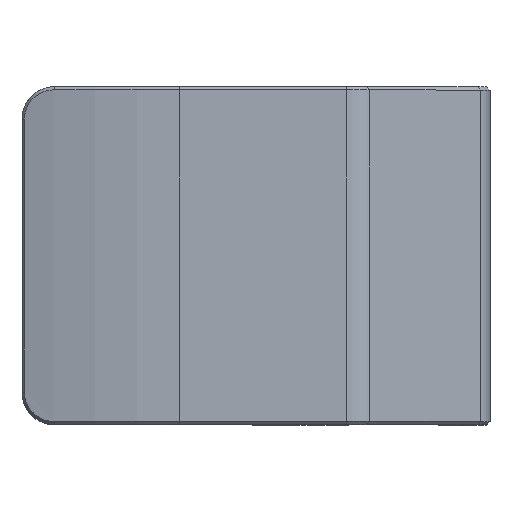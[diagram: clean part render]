
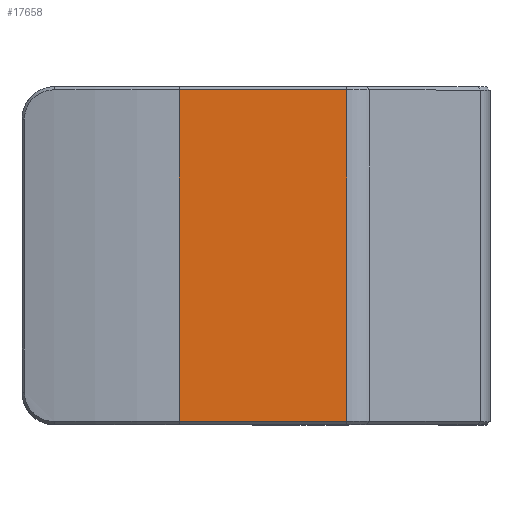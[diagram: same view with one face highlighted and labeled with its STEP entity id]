
A CAD part, top view. The second image highlights one B-rep face of the part: STEP entity #17658.
In plain terms, the highlighted planar face has unit normal (0, 0, 1).
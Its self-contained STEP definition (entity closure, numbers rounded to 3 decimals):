
#4563 = ORIENTED_EDGE ( 'NONE', *, *, #16747, .T. ) ;
#9424 = CARTESIAN_POINT ( 'NONE',  ( -22.071, -25.5, 0. ) ) ;
#11244 = DIRECTION ( 'NONE',  ( 0., 0., -1. ) ) ;
#11759 = CARTESIAN_POINT ( 'NONE',  ( -22.071, -25.5, 0. ) ) ;
#12290 = DIRECTION ( 'NONE',  ( 0., -1., 0. ) ) ;
#13091 = ORIENTED_EDGE ( 'NONE', *, *, #37575, .T. ) ;
#13296 = AXIS2_PLACEMENT_3D ( 'NONE', #32586, #11244, #39981 ) ;
#13969 = CARTESIAN_POINT ( 'NONE',  ( -47.8, -25.5, 0. ) ) ;
#14169 = VECTOR ( 'NONE', #12290, 1000. ) ;
#14711 = CARTESIAN_POINT ( 'NONE',  ( -47.8, 25.5, 0. ) ) ;
#16747 = EDGE_CURVE ( 'NONE', #16800, #31958, #34268, .T. ) ;
#16800 = VERTEX_POINT ( 'NONE', #37318 ) ;
#17658 = ADVANCED_FACE ( 'NONE', ( #22238 ), #36901, .F. ) ;
#17743 = CARTESIAN_POINT ( 'NONE',  ( -22.071, 26., 0. ) ) ;
#19967 = DIRECTION ( 'NONE',  ( 1., 0., 0. ) ) ;
#22238 = FACE_OUTER_BOUND ( 'NONE', #28750, .T. ) ;
#25617 = LINE ( 'NONE', #17743, #35365 ) ;
#27470 = ORIENTED_EDGE ( 'NONE', *, *, #32587, .T. ) ;
#28188 = LINE ( 'NONE', #14711, #40882 ) ;
#28750 = EDGE_LOOP ( 'NONE', ( #4563, #41267, #13091, #27470 ) ) ;
#29292 = EDGE_CURVE ( 'NONE', #31958, #36423, #47356, .T. ) ;
#31958 = VERTEX_POINT ( 'NONE', #13969 ) ;
#32586 = CARTESIAN_POINT ( 'NONE',  ( -47.8, 26., 0. ) ) ;
#32587 = EDGE_CURVE ( 'NONE', #35382, #16800, #28188, .T. ) ;
#33332 = CARTESIAN_POINT ( 'NONE',  ( -47.8, 26., 0. ) ) ;
#34268 = LINE ( 'NONE', #33332, #14169 ) ;
#35365 = VECTOR ( 'NONE', #36011, 1000. ) ;
#35382 = VERTEX_POINT ( 'NONE', #37136 ) ;
#36011 = DIRECTION ( 'NONE',  ( 0., 1., 0. ) ) ;
#36423 = VERTEX_POINT ( 'NONE', #9424 ) ;
#36901 = PLANE ( 'NONE',  #13296 ) ;
#37136 = CARTESIAN_POINT ( 'NONE',  ( -22.071, 25.5, 0. ) ) ;
#37318 = CARTESIAN_POINT ( 'NONE',  ( -47.8, 25.5, 0. ) ) ;
#37575 = EDGE_CURVE ( 'NONE', #36423, #35382, #25617, .T. ) ;
#39981 = DIRECTION ( 'NONE',  ( -1., 0., 0. ) ) ;
#40882 = VECTOR ( 'NONE', #47110, 1000. ) ;
#41267 = ORIENTED_EDGE ( 'NONE', *, *, #29292, .T. ) ;
#46211 = VECTOR ( 'NONE', #19967, 1000. ) ;
#47110 = DIRECTION ( 'NONE',  ( -1., 0., 0. ) ) ;
#47356 = LINE ( 'NONE', #11759, #46211 ) ;
